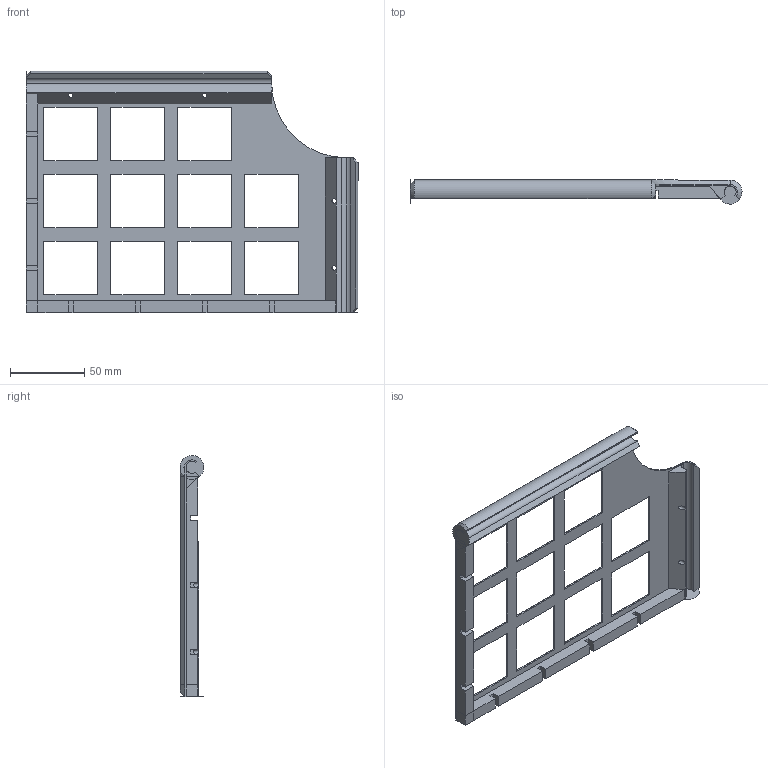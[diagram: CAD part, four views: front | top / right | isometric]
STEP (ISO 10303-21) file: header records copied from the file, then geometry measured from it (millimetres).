
FILE_DESCRIPTION(('FreeCAD Model'),'2;1');
FILE_NAME('Open CASCADE Shape Model','2023-07-09T17:37:05',('Author'),( ''),'Open CASCADE STEP processor 7.5','FreeCAD','Unknown');
FILE_SCHEMA(('AUTOMOTIVE_DESIGN { 1 0 10303 214 1 1 1 1 }'));
Length unit declared in the file: millimetre
Products named in the file (1): Corner Platform FL
Bounding box: 222.99 x 15.99 x 161.99 mm (x, y, z)
Volume: 107291.3 mm3; surface area: 56531.3 mm2
Topology: 1 solids, 1 shells, 182 faces, 461 edges, 277 vertices
Faces by surface type: plane 158, cylinder 11, cone 9, bspline 4
Full cylindrical faces by diameter (mm): 3 x4
Entity records: 11509 total; most frequent: CARTESIAN_POINT 2091, DIRECTION 1738, LINE 1288, VECTOR 1288, ORIENTED_EDGE 922, PCURVE 922, DEFINITIONAL_REPRESENTATION 922, EDGE_CURVE 461
